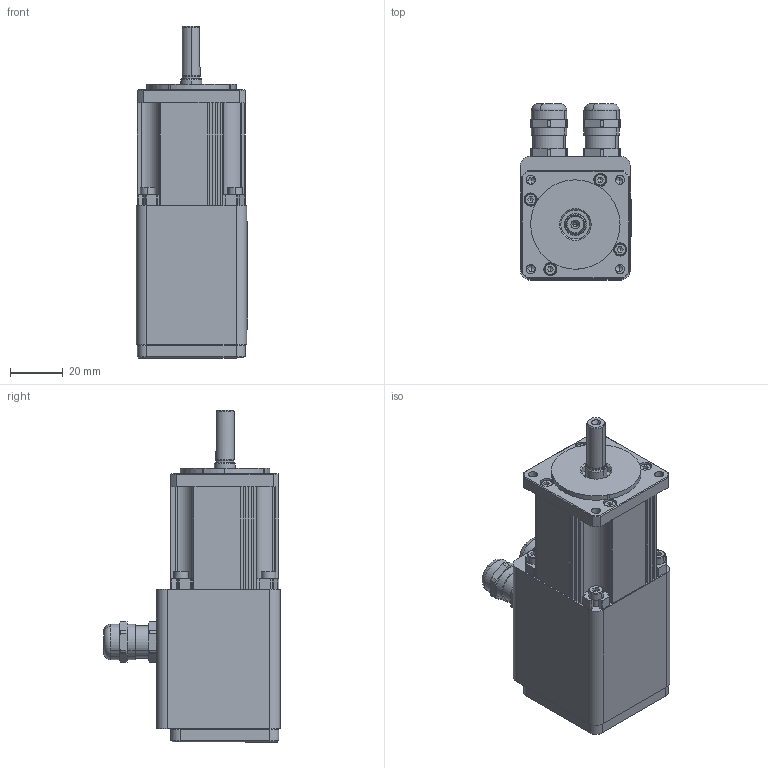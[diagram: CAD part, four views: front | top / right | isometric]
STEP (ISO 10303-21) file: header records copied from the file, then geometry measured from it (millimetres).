
FILE_DESCRIPTION((''),'2;1');
FILE_NAME('CML-50 + DINAMO.stp','2013-07-10T11:46:48',('arodrigo'),(''),'Autodesk Inventor 9','Autodesk Inventor 9','');
FILE_SCHEMA(('AUTOMOTIVE_DESIGN { 1 0 10303 214 1 1 1 1 }'));
Length unit declared in the file: millimetre
Products named in the file (1): Pieza1
Bounding box: 42.5 x 67 x 126.2 mm (x, y, z)
Volume: 179418.6 mm3; surface area: 30613.2 mm2
Topology: 1 solids, 12 shells, 836 faces, 2200 edges, 1416 vertices
Faces by surface type: plane 367, cylinder 236, cone 101, bspline 70, torus 38, sphere 24
Entity records: 26832 total; most frequent: CARTESIAN_POINT 6029, DIRECTION 4505, ORIENTED_EDGE 4340, EDGE_CURVE 2170, AXIS2_PLACEMENT_3D 1718, VERTEX_POINT 1416, VECTOR 1069, LINE 1069
